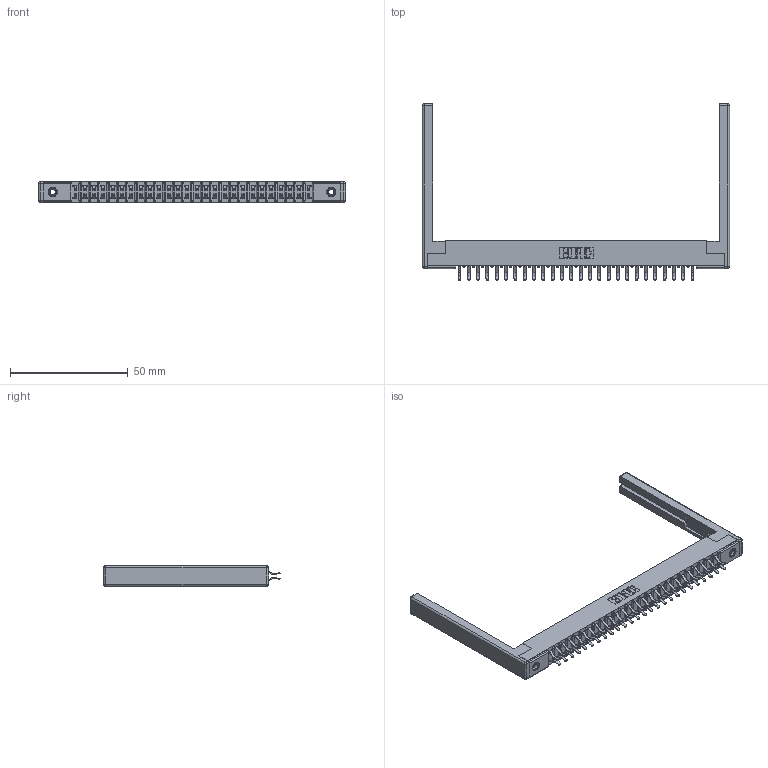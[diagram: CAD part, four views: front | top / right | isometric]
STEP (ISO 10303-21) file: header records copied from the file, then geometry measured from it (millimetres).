
FILE_DESCRIPTION (( 'STEP AP203' ), '1' );
FILE_NAME ('357-052-556-268.STEP', '2019-09-19T03:33:39', ( '' ), ( '' ), 'SwSTEP 2.0', 'SolidWorks 2016', '' );
FILE_SCHEMA (( 'CONFIG_CONTROL_DESIGN' ));
Length unit declared in the file: inch
Products named in the file (5): 307 Part_.156 Dia Mounting Holes; 307-290-001_556; 357-052-556-268; 307-220-068; 345-250-001_345-250-001-102
Assembly tree (57 placements, depth 2):
  357-052-556-268
    307 Part_.156 Dia Mounting Holes
    307-290-001_556  x52
    307-220-068  x2
    345-250-001_345-250-001-102  x2
Bounding box: 130.45 x 74.93 x 8.71 mm (x, y, z)
Volume: 13084.7 mm3; surface area: 19254.6 mm2
Topology: 57 solids, 57 shells, 2899 faces, 8097 edges, 5234 vertices
Faces by surface type: plane 1874, cylinder 947, sphere 62, cone 12, torus 4
Entity records: 27957 total; most frequent: CARTESIAN_POINT 4555, ORIENTED_EDGE 4504, DIRECTION 4484, EDGE_CURVE 2252, LINE 1718, VECTOR 1718, VERTEX_POINT 1454, AXIS2_PLACEMENT_3D 1383
